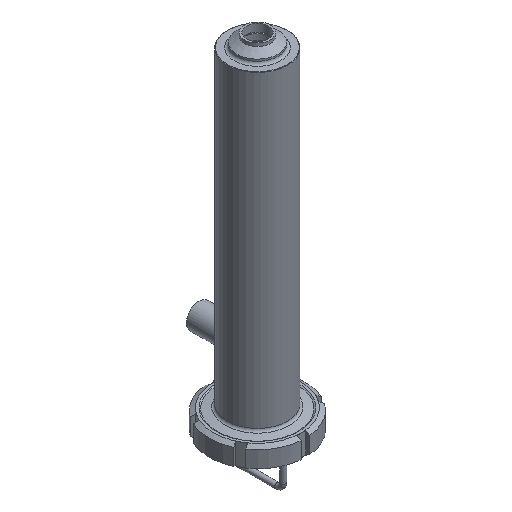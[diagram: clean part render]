
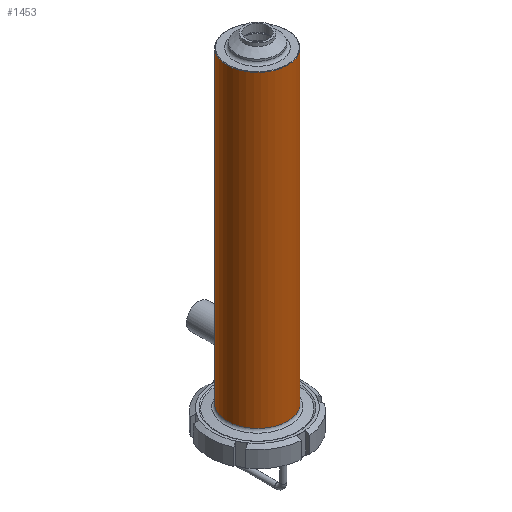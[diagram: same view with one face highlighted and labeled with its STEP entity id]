
A CAD part, isometric view. The second image highlights one B-rep face of the part: STEP entity #1453.
In plain terms, the highlighted cylindrical face has radius 35 mm (diameter 70 mm), a full revolution.
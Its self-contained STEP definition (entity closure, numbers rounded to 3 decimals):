
#19=B_SPLINE_CURVE_WITH_KNOTS('',3,(#2763,#2764,#2765,#2766,#2767,#2768,
#2769,#2770,#2771,#2772,#2773,#2774,#2775,#2776,#2777,#2778,#2779,#2780,
#2781),.UNSPECIFIED.,.T.,.F.,(4,1,1,1,1,1,1,1,1,1,1,1,1,1,1,1,4),(-8.856,
-8.224,-7.591,-6.959,-6.326,
-5.482,-5.061,-4.639,-4.217,-3.796,
-3.163,-2.847,-2.53,-1.898,
-1.265,-0.633,0.),
 .UNSPECIFIED.);
#187=CYLINDRICAL_SURFACE('',#1632,35.);
#245=FACE_BOUND('',#501,.T.);
#246=FACE_BOUND('',#502,.T.);
#348=FACE_OUTER_BOUND('',#500,.T.);
#500=EDGE_LOOP('',(#1208));
#501=EDGE_LOOP('',(#1209));
#502=EDGE_LOOP('',(#1210));
#587=CIRCLE('',#1596,35.);
#592=CIRCLE('',#1605,35.);
#713=VERTEX_POINT('',#2453);
#718=VERTEX_POINT('',#2467);
#732=VERTEX_POINT('',#2741);
#875=EDGE_CURVE('',#713,#713,#587,.T.);
#880=EDGE_CURVE('',#718,#718,#592,.T.);
#897=EDGE_CURVE('',#732,#732,#19,.T.);
#1208=ORIENTED_EDGE('',*,*,#875,.T.);
#1209=ORIENTED_EDGE('',*,*,#880,.F.);
#1210=ORIENTED_EDGE('',*,*,#897,.F.);
#1453=ADVANCED_FACE('',(#348,#245,#246),#187,.T.);
#1596=AXIS2_PLACEMENT_3D('',#2454,#1936,#1937);
#1605=AXIS2_PLACEMENT_3D('',#2468,#1954,#1955);
#1632=AXIS2_PLACEMENT_3D('',#2783,#2008,#2009);
#1936=DIRECTION('center_axis',(0.,0.,1.));
#1937=DIRECTION('ref_axis',(0.,1.,0.));
#1954=DIRECTION('center_axis',(0.,0.,1.));
#1955=DIRECTION('ref_axis',(0.,-1.,0.));
#2008=DIRECTION('center_axis',(0.,0.,1.));
#2009=DIRECTION('ref_axis',(-1.,0.,0.));
#2453=CARTESIAN_POINT('',(0.,35.,-3.779));
#2454=CARTESIAN_POINT('Origin',(0.,0.,-3.779));
#2467=CARTESIAN_POINT('',(0.,35.,354.5));
#2468=CARTESIAN_POINT('Origin',(0.,0.,354.5));
#2741=CARTESIAN_POINT('',(15.608,31.327,51.));
#2763=CARTESIAN_POINT('Ctrl Pts',(15.611,31.324,51.002));
#2764=CARTESIAN_POINT('Ctrl Pts',(15.611,31.324,48.512));
#2765=CARTESIAN_POINT('Ctrl Pts',(14.507,31.908,43.53));
#2766=CARTESIAN_POINT('Ctrl Pts',(10.089,33.68,37.709));
#2767=CARTESIAN_POINT('Ctrl Pts',(3.671,35.05,34.368));
#2768=CARTESIAN_POINT('Ctrl Pts',(-4.464,35.062,34.359));
#2769=CARTESIAN_POINT('Ctrl Pts',(-10.736,33.444,38.253));
#2770=CARTESIAN_POINT('Ctrl Pts',(-14.235,31.996,43.664));
#2771=CARTESIAN_POINT('Ctrl Pts',(-15.669,31.299,48.464));
#2772=CARTESIAN_POINT('Ctrl Pts',(-15.668,31.298,53.512));
#2773=CARTESIAN_POINT('Ctrl Pts',(-14.021,32.107,59.104));
#2774=CARTESIAN_POINT('Ctrl Pts',(-10.825,33.383,63.323));
#2775=CARTESIAN_POINT('Ctrl Pts',(-6.892,34.364,65.957));
#2776=CARTESIAN_POINT('Ctrl Pts',(-2.426,35.055,67.639));
#2777=CARTESIAN_POINT('Ctrl Pts',(3.63,35.054,67.637));
#2778=CARTESIAN_POINT('Ctrl Pts',(10.098,33.683,64.3));
#2779=CARTESIAN_POINT('Ctrl Pts',(14.495,31.91,58.475));
#2780=CARTESIAN_POINT('Ctrl Pts',(15.612,31.324,53.491));
#2781=CARTESIAN_POINT('Ctrl Pts',(15.611,31.324,51.002));
#2783=CARTESIAN_POINT('Origin',(0.,0.,0.));
